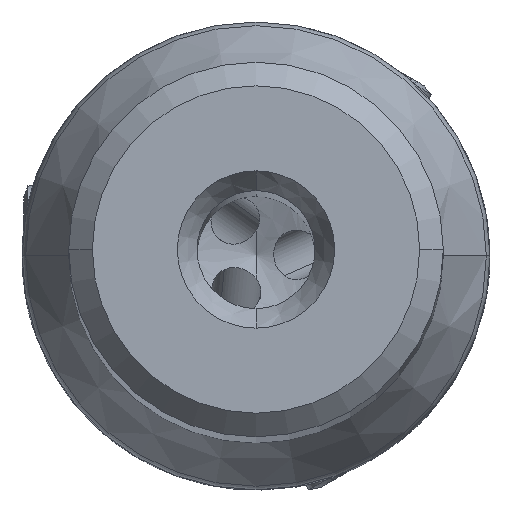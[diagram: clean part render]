
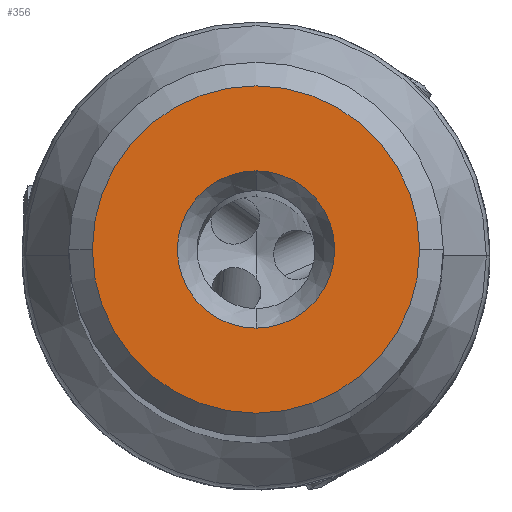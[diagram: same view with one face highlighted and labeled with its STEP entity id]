
A CAD part, top view. The second image highlights one B-rep face of the part: STEP entity #356.
In plain terms, the highlighted planar face has unit normal (0, 0, 1).
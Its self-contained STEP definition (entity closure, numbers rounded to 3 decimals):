
#149=FACE_BOUND('',#1147,.T.);
#150=FACE_BOUND('',#1148,.T.);
#234=PLANE('',#6115);
#356=ADVANCED_FACE('',(#149,#150),#234,.T.);
#1147=EDGE_LOOP('',(#2845,#2846,#2847));
#1148=EDGE_LOOP('',(#2848,#2849));
#2845=ORIENTED_EDGE('',*,*,#4983,.F.);
#2846=ORIENTED_EDGE('',*,*,#4984,.F.);
#2847=ORIENTED_EDGE('',*,*,#4985,.F.);
#2848=ORIENTED_EDGE('',*,*,#4986,.F.);
#2849=ORIENTED_EDGE('',*,*,#4982,.F.);
#4341=VERTEX_POINT('',#11179);
#4342=VERTEX_POINT('',#11181);
#4343=VERTEX_POINT('',#11185);
#4344=VERTEX_POINT('',#11186);
#4345=VERTEX_POINT('',#11188);
#4982=EDGE_CURVE('',#4342,#4341,#5622,.T.);
#4983=EDGE_CURVE('',#4343,#4344,#5623,.T.);
#4984=EDGE_CURVE('',#4345,#4343,#5624,.T.);
#4985=EDGE_CURVE('',#4344,#4345,#5625,.T.);
#4986=EDGE_CURVE('',#4341,#4342,#5626,.T.);
#5622=CIRCLE('',#6109,4.);
#5623=CIRCLE('',#6111,8.325);
#5624=CIRCLE('',#6112,8.325);
#5625=CIRCLE('',#6113,8.325);
#5626=CIRCLE('',#6114,4.);
#6109=AXIS2_PLACEMENT_3D('',#11182,#7018,#7019);
#6111=AXIS2_PLACEMENT_3D('',#11184,#7022,#7023);
#6112=AXIS2_PLACEMENT_3D('',#11187,#7024,#7025);
#6113=AXIS2_PLACEMENT_3D('',#11189,#7026,#7027);
#6114=AXIS2_PLACEMENT_3D('',#11190,#7028,#7029);
#6115=AXIS2_PLACEMENT_3D('',#11191,#7030,#7031);
#7018=DIRECTION('',(0.,0.,1.));
#7019=DIRECTION('',(0.,-1.,0.));
#7022=DIRECTION('',(0.,0.,-1.));
#7023=DIRECTION('',(-1.,0.,0.));
#7024=DIRECTION('',(0.,0.,-1.));
#7025=DIRECTION('',(0.,-1.,0.));
#7026=DIRECTION('',(0.,0.,-1.));
#7027=DIRECTION('',(1.,0.,0.));
#7028=DIRECTION('',(0.,0.,1.));
#7029=DIRECTION('',(0.,1.,0.));
#7030=DIRECTION('',(0.,0.,1.));
#7031=DIRECTION('',(-1.,0.,0.));
#11179=CARTESIAN_POINT('',(0.,4.,0.));
#11181=CARTESIAN_POINT('',(0.,-4.,0.));
#11182=CARTESIAN_POINT('',(0.,0.,0.));
#11184=CARTESIAN_POINT('',(0.,0.,0.));
#11185=CARTESIAN_POINT('',(-8.325,0.,0.));
#11186=CARTESIAN_POINT('',(8.325,0.,0.));
#11187=CARTESIAN_POINT('',(0.,0.,0.));
#11188=CARTESIAN_POINT('',(0.,-8.325,0.));
#11189=CARTESIAN_POINT('',(0.,0.,0.));
#11190=CARTESIAN_POINT('',(0.,0.,0.));
#11191=CARTESIAN_POINT('',(0.,0.,0.));
